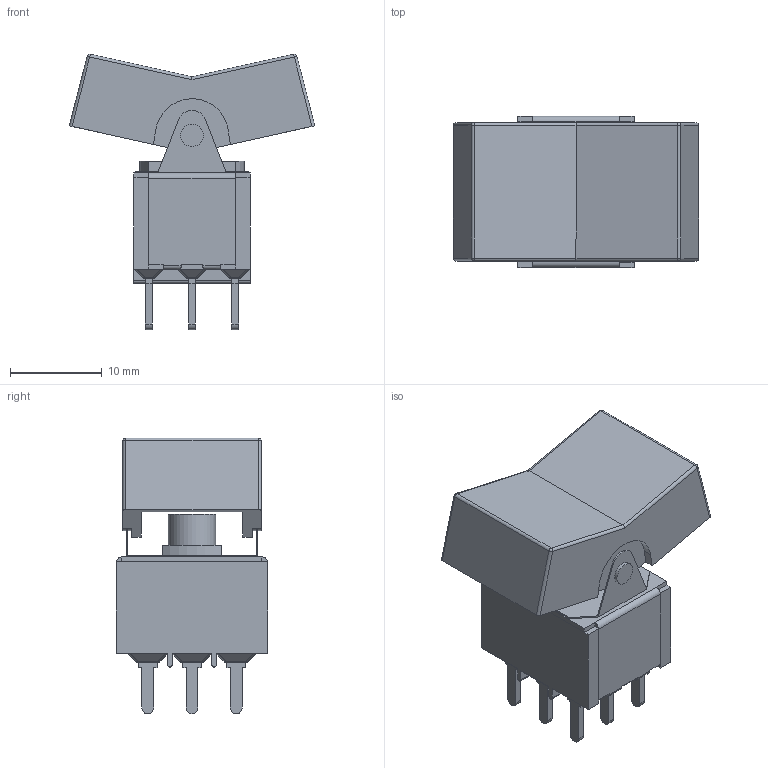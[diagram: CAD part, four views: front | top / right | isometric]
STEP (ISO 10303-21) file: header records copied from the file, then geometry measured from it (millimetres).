
FILE_DESCRIPTION(/* description */ (''),/* implementation_level */ '2;1');
FILE_NAME(/* name */ '3003PxR3xxxM2xE.stp',/* time_stamp */ '2026-01-30T19:16:34-06:00',/* author */ ('jmeyers'),/* organization */ (''),/* preprocessor_version */ 'ST-DEVELOPER v18.1',/* originating_system */ 'Autodesk Inventor 2022',/* authorisation */ '');
FILE_SCHEMA (('AUTOMOTIVE_DESIGN { 1 0 10303 214 3 1 1 }'));
Length unit declared in the file: inch
Products named in the file (1): Part40
Bounding box: 26.8 x 16.51 x 30.11 mm (x, y, z)
Volume: 3676.8 mm3; surface area: 3517.2 mm2
Topology: 1 solids, 3 shells, 436 faces, 1129 edges, 674 vertices
Faces by surface type: plane 286, cylinder 116, sphere 34
Full cylindrical faces by diameter (mm): 2.45 x4, 3.2 x1, 5.2 x1
Entity records: 12876 total; most frequent: DIRECTION 2247, CARTESIAN_POINT 2206, ORIENTED_EDGE 2190, EDGE_CURVE 1095, LINE 817, VECTOR 817, AXIS2_PLACEMENT_3D 715, VERTEX_POINT 674
